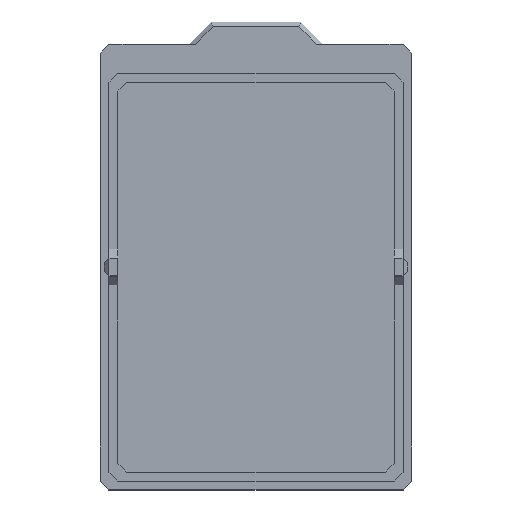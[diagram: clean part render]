
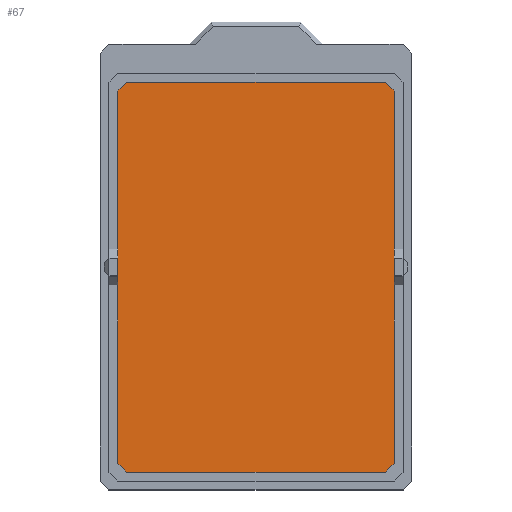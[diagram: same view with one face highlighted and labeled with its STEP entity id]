
A CAD part, top view. The second image highlights one B-rep face of the part: STEP entity #67.
In plain terms, the highlighted planar face has unit normal (0, 0, 1).
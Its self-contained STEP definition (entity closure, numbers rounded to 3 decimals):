
#67=ADVANCED_FACE('',(#237),#239,.T.);
#237=FACE_BOUND('',#238,.T.);
#238=EDGE_LOOP('',(#610,#611,#612,#613,#614,#615,#616,#617));
#239=PLANE('',#240);
#240=AXIS2_PLACEMENT_3D('',#241,#242,#243);
#241=CARTESIAN_POINT('',(0.,0.,2.));
#242=DIRECTION('',(0.,0.,1.));
#243=DIRECTION('',(-1.,0.,0.));
#610=ORIENTED_EDGE('',*,*,#850,.F.);
#611=ORIENTED_EDGE('',*,*,#837,.F.);
#612=ORIENTED_EDGE('',*,*,#831,.F.);
#613=ORIENTED_EDGE('',*,*,#829,.F.);
#614=ORIENTED_EDGE('',*,*,#827,.F.);
#615=ORIENTED_EDGE('',*,*,#792,.F.);
#616=ORIENTED_EDGE('',*,*,#849,.F.);
#617=ORIENTED_EDGE('',*,*,#851,.F.);
#792=EDGE_CURVE('',#956,#958,#959,.F.);
#827=EDGE_CURVE('',#958,#1019,#1021,.F.);
#829=EDGE_CURVE('',#1019,#1022,#1024,.F.);
#831=EDGE_CURVE('',#1022,#1025,#1027,.F.);
#837=EDGE_CURVE('',#1025,#1037,#1038,.F.);
#849=EDGE_CURVE('',#1052,#956,#1054,.F.);
#850=EDGE_CURVE('',#1037,#1055,#1056,.F.);
#851=EDGE_CURVE('',#1055,#1052,#1057,.F.);
#956=VERTEX_POINT('',#1245);
#958=VERTEX_POINT('',#1249);
#959=LINE('',#1250,#1251);
#1019=VERTEX_POINT('',#1378);
#1021=LINE('',#1382,#1383);
#1022=VERTEX_POINT('',#1385);
#1024=LINE('',#1389,#1390);
#1025=VERTEX_POINT('',#1392);
#1027=LINE('',#1396,#1397);
#1037=VERTEX_POINT('',#1418);
#1038=LINE('',#1419,#1420);
#1052=VERTEX_POINT('',#1455);
#1054=LINE('',#1459,#1460);
#1055=VERTEX_POINT('',#1462);
#1056=LINE('',#1463,#1464);
#1057=LINE('',#1466,#1467);
#1245=CARTESIAN_POINT('',(-31.,-44.,2.));
#1249=CARTESIAN_POINT('',(-31.,39.5,2.));
#1250=CARTESIAN_POINT('',(-31.,39.5,2.));
#1251=VECTOR('',#1252,1.);
#1252=DIRECTION('',(0.,-1.,0.));
#1378=CARTESIAN_POINT('',(-29.,41.5,2.));
#1382=CARTESIAN_POINT('',(-29.,41.5,2.));
#1383=VECTOR('',#1384,1.);
#1384=DIRECTION('',(-0.707,-0.707,0.));
#1385=CARTESIAN_POINT('',(29.,41.5,2.));
#1389=CARTESIAN_POINT('',(29.,41.5,2.));
#1390=VECTOR('',#1391,1.);
#1391=DIRECTION('',(-1.,0.,0.));
#1392=CARTESIAN_POINT('',(31.,39.5,2.));
#1396=CARTESIAN_POINT('',(31.,39.5,2.));
#1397=VECTOR('',#1398,1.);
#1398=DIRECTION('',(-0.707,0.707,0.));
#1418=CARTESIAN_POINT('',(31.,-44.,2.));
#1419=CARTESIAN_POINT('',(31.,-44.,2.));
#1420=VECTOR('',#1421,1.);
#1421=DIRECTION('',(0.,1.,0.));
#1455=CARTESIAN_POINT('',(-29.,-46.,2.));
#1459=CARTESIAN_POINT('',(-31.,-44.,2.));
#1460=VECTOR('',#1461,1.);
#1461=DIRECTION('',(0.707,-0.707,0.));
#1462=CARTESIAN_POINT('',(29.,-46.,2.));
#1463=CARTESIAN_POINT('',(29.,-46.,2.));
#1464=VECTOR('',#1465,1.);
#1465=DIRECTION('',(0.707,0.707,0.));
#1466=CARTESIAN_POINT('',(-29.,-46.,2.));
#1467=VECTOR('',#1468,1.);
#1468=DIRECTION('',(1.,0.,0.));
